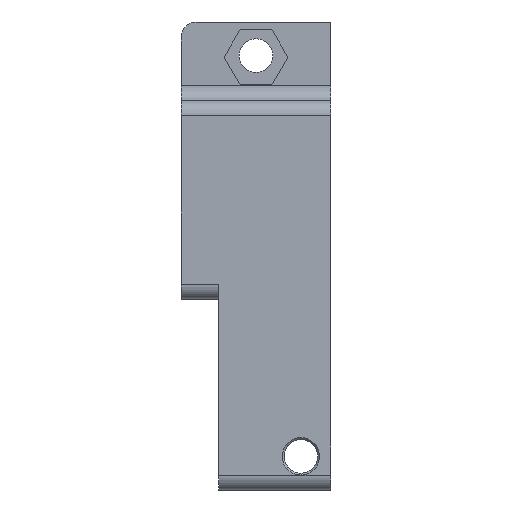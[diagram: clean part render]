
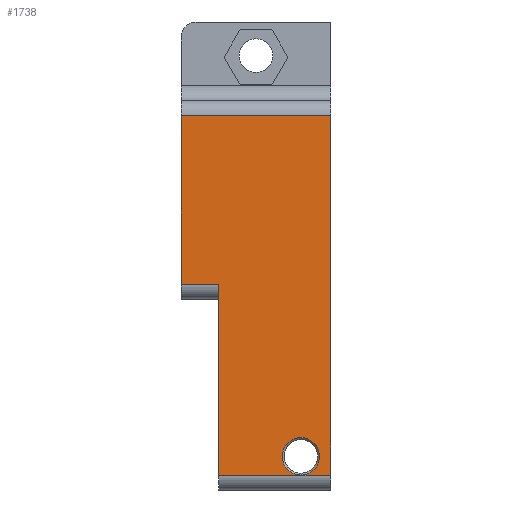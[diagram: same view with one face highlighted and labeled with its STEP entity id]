
A CAD part, left-side view. The second image highlights one B-rep face of the part: STEP entity #1738.
In plain terms, the highlighted planar face has unit normal (-1, 0, 0).
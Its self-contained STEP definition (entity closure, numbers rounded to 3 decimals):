
#41 = ORIENTED_EDGE ( 'NONE', *, *, #1612, .T. ) ;
#45 = CARTESIAN_POINT ( 'NONE',  ( -13.3, 0., 11.3 ) ) ;
#60 = CARTESIAN_POINT ( 'NONE',  ( -13.3, 20., 11.3 ) ) ;
#62 = CARTESIAN_POINT ( 'NONE',  ( -13.3, 4., -34.3 ) ) ;
#63 = LINE ( 'NONE', #1172, #477 ) ;
#73 = DIRECTION ( 'NONE',  ( 0., 0., -1. ) ) ;
#76 = EDGE_CURVE ( 'NONE', #401, #937, #955, .T. ) ;
#139 = CARTESIAN_POINT ( 'NONE',  ( -13.3, 15., -36.8 ) ) ;
#200 = VERTEX_POINT ( 'NONE', #1401 ) ;
#203 = EDGE_CURVE ( 'NONE', #1874, #635, #1748, .T. ) ;
#248 = CARTESIAN_POINT ( 'NONE',  ( -13.3, 0., -36.8 ) ) ;
#251 = EDGE_LOOP ( 'NONE', ( #1882, #1242, #563, #41, #2068, #910, #1051, #1855, #960 ) ) ;
#288 = AXIS2_PLACEMENT_3D ( 'NONE', #1750, #299, #1284 ) ;
#295 = CARTESIAN_POINT ( 'NONE',  ( -13.3, 20., 11.3 ) ) ;
#299 = DIRECTION ( 'NONE',  ( 1., 0., 0. ) ) ;
#401 = VERTEX_POINT ( 'NONE', #45 ) ;
#473 = DIRECTION ( 'NONE',  ( 0., 1., 0. ) ) ;
#477 = VECTOR ( 'NONE', #852, 1000. ) ;
#510 = EDGE_CURVE ( 'NONE', #635, #200, #1228, .T. ) ;
#563 = ORIENTED_EDGE ( 'NONE', *, *, #1360, .T. ) ;
#586 = VERTEX_POINT ( 'NONE', #1415 ) ;
#588 = CARTESIAN_POINT ( 'NONE',  ( -13.3, 0., -13.3 ) ) ;
#635 = VERTEX_POINT ( 'NONE', #139 ) ;
#695 = DIRECTION ( 'NONE',  ( 0., 0., 1. ) ) ;
#727 = CARTESIAN_POINT ( 'NONE',  ( -13.3, 4., -31.8 ) ) ;
#755 = AXIS2_PLACEMENT_3D ( 'NONE', #1859, #861, #1501 ) ;
#791 = EDGE_CURVE ( 'NONE', #848, #1874, #63, .T. ) ;
#848 = VERTEX_POINT ( 'NONE', #1677 ) ;
#852 = DIRECTION ( 'NONE',  ( 0., -1., 0. ) ) ;
#853 = VECTOR ( 'NONE', #1660, 1000. ) ;
#861 = DIRECTION ( 'NONE',  ( 1., 0., 0. ) ) ;
#910 = ORIENTED_EDGE ( 'NONE', *, *, #76, .T. ) ;
#937 = VERTEX_POINT ( 'NONE', #60 ) ;
#941 = VECTOR ( 'NONE', #1862, 1000. ) ;
#955 = LINE ( 'NONE', #295, #2070 ) ;
#960 = ORIENTED_EDGE ( 'NONE', *, *, #203, .T. ) ;
#979 = EDGE_CURVE ( 'NONE', #586, #401, #2027, .T. ) ;
#1020 = DIRECTION ( 'NONE',  ( 1., 0., 0. ) ) ;
#1021 = VECTOR ( 'NONE', #1083, 1000. ) ;
#1023 = EDGE_CURVE ( 'NONE', #200, #1367, #1663, .T. ) ;
#1051 = ORIENTED_EDGE ( 'NONE', *, *, #1892, .F. ) ;
#1083 = DIRECTION ( 'NONE',  ( 0., -1., 0. ) ) ;
#1172 = CARTESIAN_POINT ( 'NONE',  ( -13.3, 20., -11.3 ) ) ;
#1228 = LINE ( 'NONE', #1891, #1021 ) ;
#1242 = ORIENTED_EDGE ( 'NONE', *, *, #1023, .T. ) ;
#1284 = DIRECTION ( 'NONE',  ( 0., 0., -1. ) ) ;
#1350 = CARTESIAN_POINT ( 'NONE',  ( -13.3, 20., -13.3 ) ) ;
#1360 = EDGE_CURVE ( 'NONE', #1367, #200, #1465, .T. ) ;
#1367 = VERTEX_POINT ( 'NONE', #727 ) ;
#1377 = VECTOR ( 'NONE', #695, 1000. ) ;
#1394 = LINE ( 'NONE', #248, #941 ) ;
#1401 = CARTESIAN_POINT ( 'NONE',  ( -13.3, 4., -36.8 ) ) ;
#1415 = CARTESIAN_POINT ( 'NONE',  ( -13.3, 0., -36.8 ) ) ;
#1431 = VECTOR ( 'NONE', #2088, 1000. ) ;
#1432 = PLANE ( 'NONE',  #288 ) ;
#1441 = FACE_OUTER_BOUND ( 'NONE', #251, .T. ) ;
#1465 = CIRCLE ( 'NONE', #1635, 2.5 ) ;
#1501 = DIRECTION ( 'NONE',  ( 0., 0., -1. ) ) ;
#1612 = EDGE_CURVE ( 'NONE', #200, #586, #1394, .T. ) ;
#1635 = AXIS2_PLACEMENT_3D ( 'NONE', #62, #1020, #73 ) ;
#1660 = DIRECTION ( 'NONE',  ( 0., 0., 1. ) ) ;
#1663 = CIRCLE ( 'NONE', #755, 2.5 ) ;
#1677 = CARTESIAN_POINT ( 'NONE',  ( -13.3, 20., -11.3 ) ) ;
#1738 = ADVANCED_FACE ( 'NONE', ( #1441 ), #1432, .F. ) ;
#1748 = LINE ( 'NONE', #1917, #1431 ) ;
#1750 = CARTESIAN_POINT ( 'NONE',  ( -13.3, 20., -13.3 ) ) ;
#1849 = LINE ( 'NONE', #1350, #1377 ) ;
#1855 = ORIENTED_EDGE ( 'NONE', *, *, #791, .T. ) ;
#1859 = CARTESIAN_POINT ( 'NONE',  ( -13.3, 4., -34.3 ) ) ;
#1862 = DIRECTION ( 'NONE',  ( 0., -1., 0. ) ) ;
#1874 = VERTEX_POINT ( 'NONE', #1969 ) ;
#1882 = ORIENTED_EDGE ( 'NONE', *, *, #510, .T. ) ;
#1891 = CARTESIAN_POINT ( 'NONE',  ( -13.3, 0., -36.8 ) ) ;
#1892 = EDGE_CURVE ( 'NONE', #848, #937, #1849, .T. ) ;
#1917 = CARTESIAN_POINT ( 'NONE',  ( -13.3, 15., -37.8 ) ) ;
#1969 = CARTESIAN_POINT ( 'NONE',  ( -13.3, 15., -11.3 ) ) ;
#2027 = LINE ( 'NONE', #588, #853 ) ;
#2068 = ORIENTED_EDGE ( 'NONE', *, *, #979, .T. ) ;
#2070 = VECTOR ( 'NONE', #473, 1000. ) ;
#2088 = DIRECTION ( 'NONE',  ( 0., 0., -1. ) ) ;
